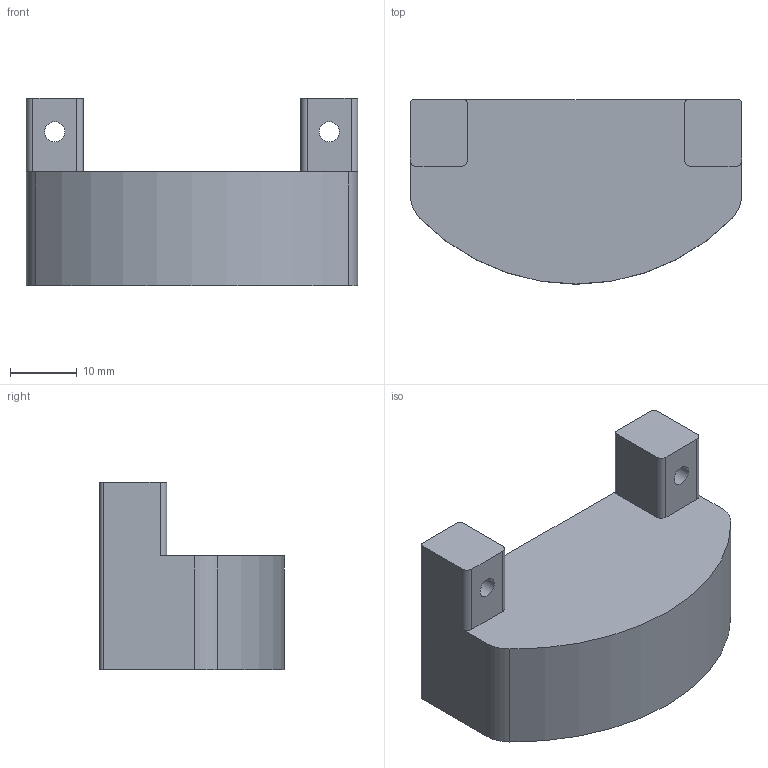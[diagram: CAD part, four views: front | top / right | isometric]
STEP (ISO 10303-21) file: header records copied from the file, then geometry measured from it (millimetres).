
FILE_DESCRIPTION(/* description */ (''),/* implementation_level */ '2;1');
FILE_NAME(/* name */ 'Lora antena v4.step',/* time_stamp */ '2018-04-17T13:58:18+02:00',/* author */ ('instituteirnasrace'),/* organization */ (''),/* preprocessor_version */ 'ST-DEVELOPER v16.13',/* originating_system */ 'Autodesk Translation Framework v6.5.0.72',/* authorisation */ '');
FILE_SCHEMA (('AUTOMOTIVE_DESIGN { 1 0 10303 214 3 1 1 }'));
Length unit declared in the file: millimetre
Products named in the file (1): Lora antena
Bounding box: 49.5 x 27.5 x 28 mm (x, y, z)
Volume: 21751.7 mm3; surface area: 5886.9 mm2
Topology: 1 solids, 1 shells, 30 faces, 75 edges, 50 vertices
Faces by surface type: cylinder 16, plane 14
Full cylindrical faces by diameter (mm): 2.5 x3, 3 x2
Entity records: 952 total; most frequent: DIRECTION 169, CARTESIAN_POINT 156, ORIENTED_EDGE 150, EDGE_CURVE 75, AXIS2_PLACEMENT_3D 63, VERTEX_POINT 50, LINE 43, VECTOR 43
